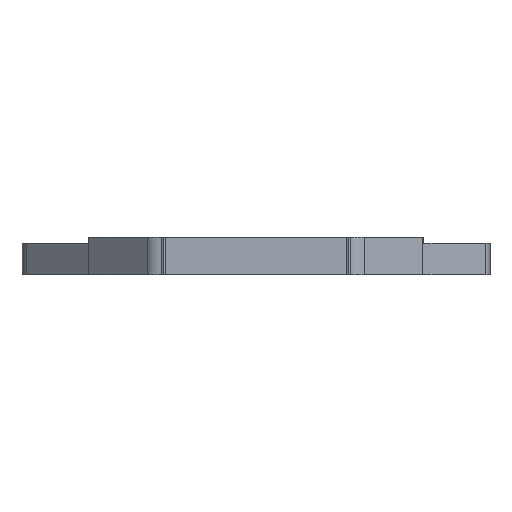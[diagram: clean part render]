
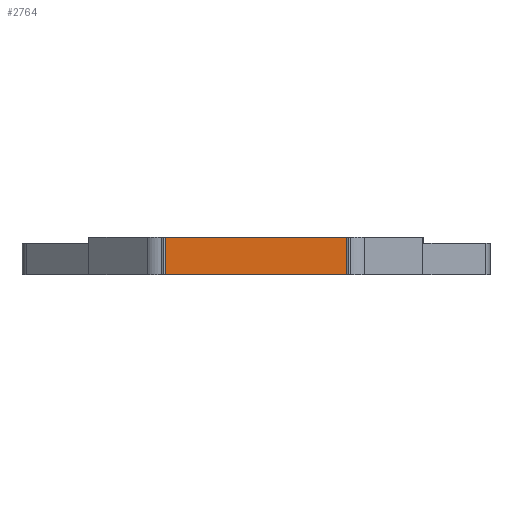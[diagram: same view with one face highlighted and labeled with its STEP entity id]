
A CAD part, left-side view. The second image highlights one B-rep face of the part: STEP entity #2764.
In plain terms, the highlighted planar face has unit normal (-1, 0, 0).
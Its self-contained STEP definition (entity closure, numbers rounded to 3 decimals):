
#189=FACE_OUTER_BOUND('',#359,.T.);
#359=EDGE_LOOP('',(#2192,#2193,#2194,#2195));
#546=LINE('',#4005,#887);
#607=LINE('',#4152,#948);
#668=LINE('',#4310,#1009);
#669=LINE('',#4312,#1010);
#887=VECTOR('',#3186,10.);
#948=VECTOR('',#3285,10.);
#1009=VECTOR('',#3460,10.);
#1010=VECTOR('',#3463,10.);
#1242=VERTEX_POINT('',#4002);
#1243=VERTEX_POINT('',#4004);
#1309=VERTEX_POINT('',#4149);
#1310=VERTEX_POINT('',#4151);
#1511=EDGE_CURVE('',#1242,#1243,#546,.T.);
#1586=EDGE_CURVE('',#1309,#1310,#607,.T.);
#1665=EDGE_CURVE('',#1310,#1242,#668,.T.);
#1666=EDGE_CURVE('',#1309,#1243,#669,.T.);
#2192=ORIENTED_EDGE('',*,*,#1665,.F.);
#2193=ORIENTED_EDGE('',*,*,#1586,.F.);
#2194=ORIENTED_EDGE('',*,*,#1666,.T.);
#2195=ORIENTED_EDGE('',*,*,#1511,.F.);
#2646=PLANE('',#2955);
#2764=ADVANCED_FACE('',(#189),#2646,.T.);
#2955=AXIS2_PLACEMENT_3D('',#4311,#3461,#3462);
#3186=DIRECTION('',(0.,-1.,0.));
#3285=DIRECTION('',(0.,1.,0.));
#3460=DIRECTION('',(0.,0.,1.));
#3461=DIRECTION('center_axis',(-1.,0.,0.));
#3462=DIRECTION('ref_axis',(0.,1.,0.));
#3463=DIRECTION('',(0.,0.,1.));
#4002=CARTESIAN_POINT('',(-41.64,15.766,4.5));
#4004=CARTESIAN_POINT('',(-41.64,-15.766,4.5));
#4005=CARTESIAN_POINT('',(-41.64,15.766,4.5));
#4149=CARTESIAN_POINT('',(-41.64,-15.766,-2.));
#4151=CARTESIAN_POINT('',(-41.64,15.766,-2.));
#4152=CARTESIAN_POINT('',(-41.64,15.766,-2.));
#4310=CARTESIAN_POINT('',(-41.64,15.766,3.5));
#4311=CARTESIAN_POINT('Origin',(-41.64,-15.766,3.5));
#4312=CARTESIAN_POINT('',(-41.64,-15.766,3.5));
